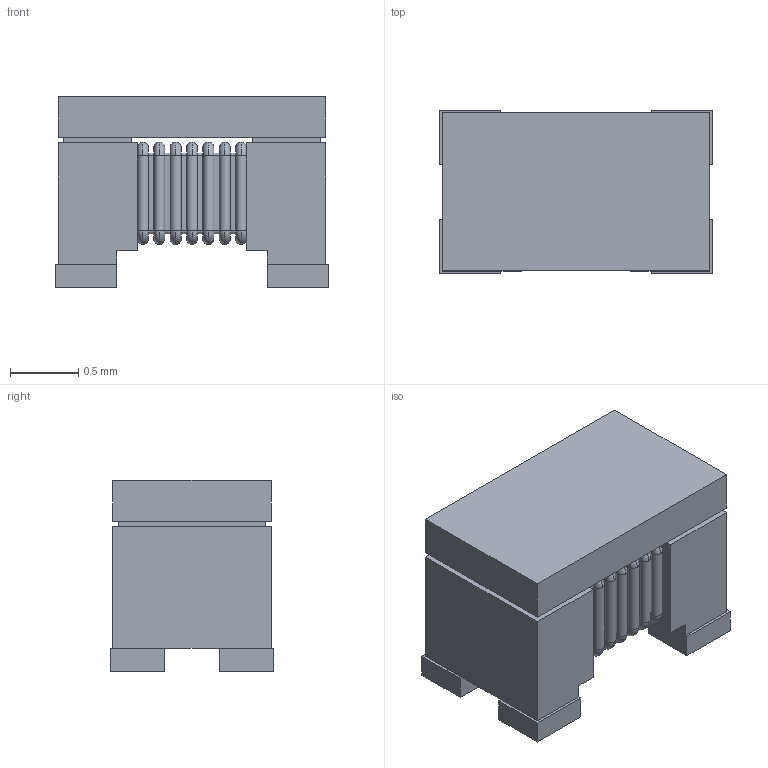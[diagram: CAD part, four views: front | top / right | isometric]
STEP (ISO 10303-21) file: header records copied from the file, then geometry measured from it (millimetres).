
FILE_DESCRIPTION((''),'2;1');
FILE_NAME('IND_MURATA_DLW21SN.stp','2014-07-01T15:55:02',(''),(''),'Mechanical Desktop 2011','Mechanical Desktop 2011',', , ');
FILE_SCHEMA(('AUTOMOTIVE_DESIGN { 1 2 10303 214 1 1 1 1 }'));
Length unit declared in the file: millimetre
Products named in the file (1): Product
Bounding box: 2 x 1.2 x 1.4 mm (x, y, z)
Volume: 2.5 mm3; surface area: 29 mm2
Topology: 17 solids, 17 shells, 180 faces, 480 edges, 320 vertices
Faces by surface type: plane 60, cylinder 60, torus 56, bspline 4
Entity records: 5843 total; most frequent: DIRECTION 1122, CARTESIAN_POINT 993, ORIENTED_EDGE 960, EDGE_CURVE 480, AXIS2_PLACEMENT_3D 465, VERTEX_POINT 320, CIRCLE 288, VECTOR 192
